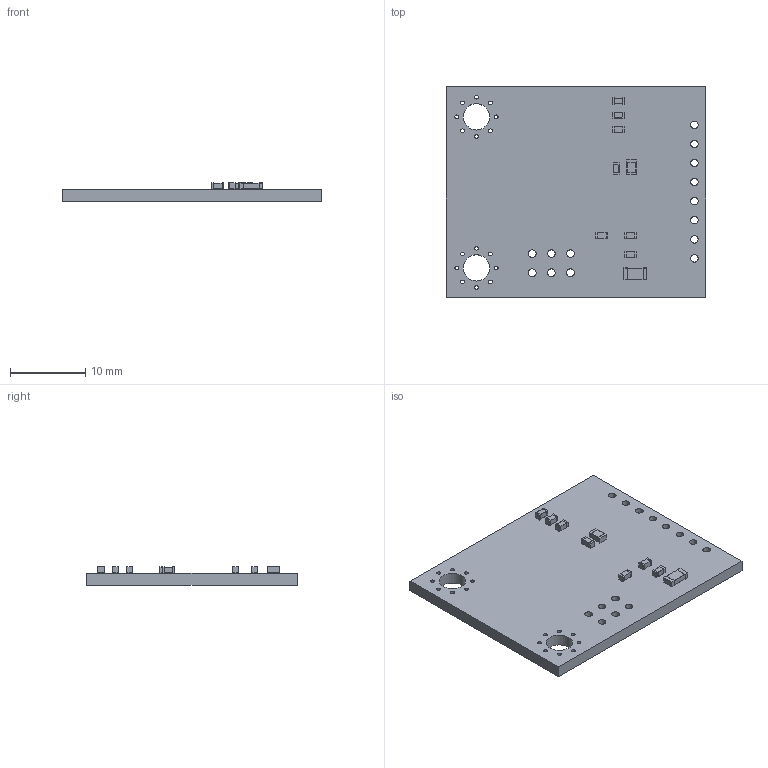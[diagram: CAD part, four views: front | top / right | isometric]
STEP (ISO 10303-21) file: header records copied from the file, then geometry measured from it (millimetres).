
FILE_DESCRIPTION(('KiCad electronic assembly'),'2;1');
FILE_NAME('USB-PD-Breakout.step','2019-07-01T18:51:51',('An Author'),( 'A Company'),'Open CASCADE STEP processor 6.9', 'KiCad to STEP converter','Unknown');
FILE_SCHEMA(('AUTOMOTIVE_DESIGN { 1 0 10303 214 1 1 1 1 }'));
Length unit declared in the file: millimetre
Products named in the file (10): Open CASCADE STEP translator 6.9 1; Socket_Strip_Straight_2x03; C_1206; SOLID; C_0603; C_0805; Socket_Strip_Straight_1x08_Pitch2.54mm; COMPOUND
Assembly tree (15 placements, depth 3):
  Open CASCADE STEP translator 6.9 1
    Socket_Strip_Straight_2x03
    C_1206
      SOLID
    C_0603  x7
      SOLID
    C_0805
      SOLID
    Socket_Strip_Straight_1x08_Pitch2.54mm
    COMPOUND
Bounding box: 34.5 x 28 x 2.43 mm (x, y, z)
Volume: 1503.8 mm3; surface area: 2280.9 mm2
Topology: 10 solids, 10 shells, 290 faces, 756 edges, 504 vertices
Faces by surface type: plane 150, cylinder 140
Full cylindrical faces by diameter (mm): 0.5 x16, 1 x8, 1.016 x6, 3.5 x2
Entity records: 9310 total; most frequent: CARTESIAN_POINT 1926, DIRECTION 1284, LINE 700, VECTOR 700, ORIENTED_EDGE 648, PCURVE 648, DEFINITIONAL_REPRESENTATION 648, EDGE_CURVE 324
